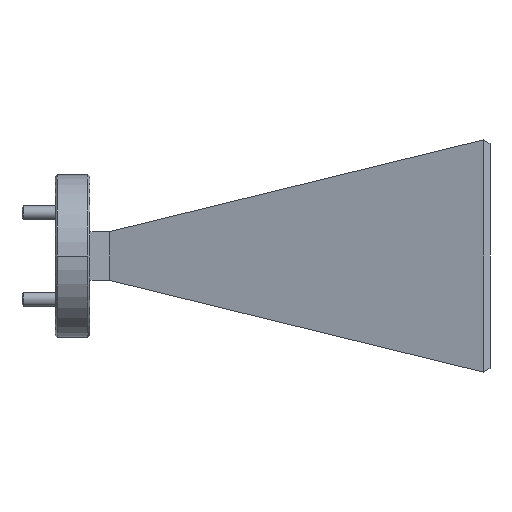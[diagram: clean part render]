
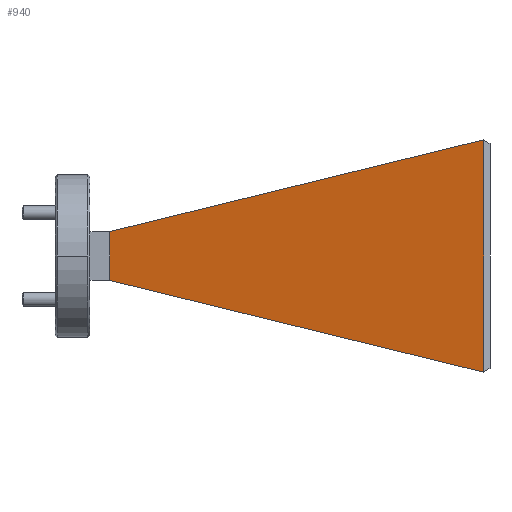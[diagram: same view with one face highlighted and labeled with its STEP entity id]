
A CAD part, front view. The second image highlights one B-rep face of the part: STEP entity #940.
In plain terms, the highlighted planar face has unit normal (-0.202, -0.979, 0).
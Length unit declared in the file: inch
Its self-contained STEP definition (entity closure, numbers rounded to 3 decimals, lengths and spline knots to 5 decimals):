
#32 = VERTEX_POINT ( 'NONE', #2587 ) ;
#145 = CARTESIAN_POINT ( 'NONE',  ( -5.27088, 0.32419, 1.99798 ) ) ;
#175 = ORIENTED_EDGE ( 'NONE', *, *, #542, .T. ) ;
#235 = VERTEX_POINT ( 'NONE', #796 ) ;
#256 = FACE_OUTER_BOUND ( 'NONE', #1326, .T. ) ;
#542 = EDGE_CURVE ( 'NONE', #32, #235, #917, .T. ) ;
#796 = CARTESIAN_POINT ( 'NONE',  ( -3.55026, -0.03124, 2.64427 ) ) ;
#818 = VERTEX_POINT ( 'NONE', #1643 ) ;
#874 = DIRECTION ( 'NONE',  ( -0.202, -0.979, 0. ) ) ;
#917 = LINE ( 'NONE', #1961, #2645 ) ;
#940 = ADVANCED_FACE ( 'NONE', ( #256 ), #1066, .T. ) ;
#941 = CARTESIAN_POINT ( 'NONE',  ( -3.52088, -0.03731, 1.56848 ) ) ;
#971 = DIRECTION ( 'NONE',  ( -0.952, 0.197, 0.234 ) ) ;
#989 = VECTOR ( 'NONE', #2346, 39.37008 ) ;
#1066 = PLANE ( 'NONE',  #1699 ) ;
#1070 = VECTOR ( 'NONE', #2159, 39.37008 ) ;
#1143 = LINE ( 'NONE', #941, #2021 ) ;
#1203 = EDGE_CURVE ( 'NONE', #818, #1386, #1896, .T. ) ;
#1278 = EDGE_CURVE ( 'NONE', #235, #818, #1366, .T. ) ;
#1326 = EDGE_LOOP ( 'NONE', ( #2286, #175, #2079, #2577 ) ) ;
#1366 = LINE ( 'NONE', #1379, #1070 ) ;
#1379 = CARTESIAN_POINT ( 'NONE',  ( -3.52088, -0.03731, 2.65148 ) ) ;
#1386 = VERTEX_POINT ( 'NONE', #145 ) ;
#1643 = CARTESIAN_POINT ( 'NONE',  ( -5.27088, 0.32419, 2.22198 ) ) ;
#1681 = DIRECTION ( 'NONE',  ( 0.979, -0.202, 0. ) ) ;
#1699 = AXIS2_PLACEMENT_3D ( 'NONE', #1883, #874, #1681 ) ;
#1727 = DIRECTION ( 'NONE',  ( 0., 0., 1. ) ) ;
#1749 = EDGE_CURVE ( 'NONE', #32, #1386, #1143, .T. ) ;
#1883 = CARTESIAN_POINT ( 'NONE',  ( -3.45362, -0.0512, 2.10998 ) ) ;
#1896 = LINE ( 'NONE', #2304, #989 ) ;
#1961 = CARTESIAN_POINT ( 'NONE',  ( -3.55026, -0.03124, 2.65148 ) ) ;
#2021 = VECTOR ( 'NONE', #971, 39.37008 ) ;
#2079 = ORIENTED_EDGE ( 'NONE', *, *, #1278, .T. ) ;
#2159 = DIRECTION ( 'NONE',  ( -0.952, 0.197, -0.234 ) ) ;
#2286 = ORIENTED_EDGE ( 'NONE', *, *, #1749, .F. ) ;
#2304 = CARTESIAN_POINT ( 'NONE',  ( -5.27088, 0.32419, 2.10998 ) ) ;
#2346 = DIRECTION ( 'NONE',  ( 0., 0., -1. ) ) ;
#2577 = ORIENTED_EDGE ( 'NONE', *, *, #1203, .T. ) ;
#2587 = CARTESIAN_POINT ( 'NONE',  ( -3.55026, -0.03124, 1.57569 ) ) ;
#2645 = VECTOR ( 'NONE', #1727, 39.37008 ) ;
